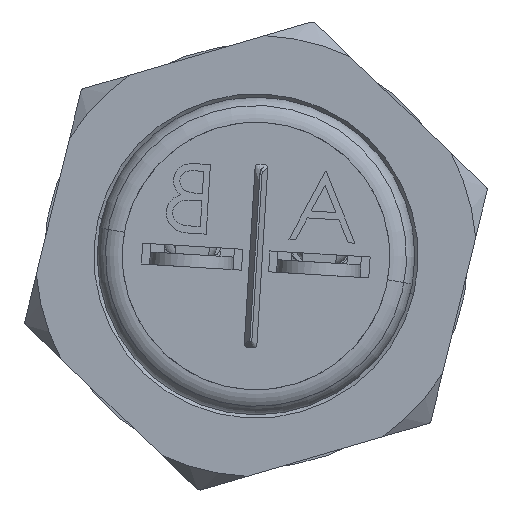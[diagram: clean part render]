
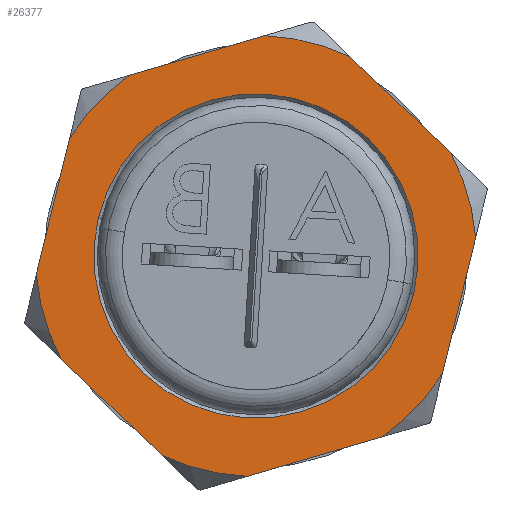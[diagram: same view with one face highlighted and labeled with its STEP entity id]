
A CAD part, front view. The second image highlights one B-rep face of the part: STEP entity #26377.
In plain terms, the highlighted face is planar.
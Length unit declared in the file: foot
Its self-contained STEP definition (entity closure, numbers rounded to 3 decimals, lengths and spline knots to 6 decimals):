
#209 = AXIS2_PLACEMENT_3D ( 'NONE', #23531, #5501, #26556 ) ;
#542 = VERTEX_POINT ( 'NONE', #22913 ) ;
#590 = AXIS2_PLACEMENT_3D ( 'NONE', #6582, #27617, #9573 ) ;
#912 = AXIS2_PLACEMENT_3D ( 'NONE', #9627, #30736, #12682 ) ;
#1566 = EDGE_CURVE ( 'NONE', #7715, #13600, #32455, .T. ) ;
#1999 = LINE ( 'NONE', #38928, #10027 ) ;
#2193 = CARTESIAN_POINT ( 'NONE',  ( 0., 0., 0.004167 ) ) ;
#2302 = DIRECTION ( 'NONE',  ( -1., 0., 0. ) ) ;
#2377 = DIRECTION ( 'NONE',  ( 1., 0., 0. ) ) ;
#3009 = ORIENTED_EDGE ( 'NONE', *, *, #30035, .T. ) ;
#3092 = LINE ( 'NONE', #8267, #34225 ) ;
#3545 = AXIS2_PLACEMENT_3D ( 'NONE', #38488, #20388, #2302 ) ;
#3734 = CARTESIAN_POINT ( 'NONE',  ( -0.004368, -0.021534, 0.004167 ) ) ;
#3943 = CARTESIAN_POINT ( 'NONE',  ( -0.020833, -0.012028, 0.004167 ) ) ;
#4146 = CARTESIAN_POINT ( 'NONE',  ( 0.020833, -0.012028, 0.004167 ) ) ;
#4265 = EDGE_LOOP ( 'NONE', ( #13976, #22343, #14435, #34440, #26016, #7376, #31071, #27364, #5444, #34547, #9131, #3009 ) ) ;
#4400 = EDGE_CURVE ( 'NONE', #17570, #33256, #21220, .T. ) ;
#5172 = EDGE_CURVE ( 'NONE', #37508, #22242, #27291, .T. ) ;
#5286 = DIRECTION ( 'NONE',  ( -1., 0., 0. ) ) ;
#5444 = ORIENTED_EDGE ( 'NONE', *, *, #34593, .F. ) ;
#5501 = DIRECTION ( 'NONE',  ( 0., 0., -1. ) ) ;
#5691 = DIRECTION ( 'NONE',  ( -0.866, -0.5, 0. ) ) ;
#6574 = ORIENTED_EDGE ( 'NONE', *, *, #24689, .T. ) ;
#6582 = CARTESIAN_POINT ( 'NONE',  ( 0., 0., 0.004167 ) ) ;
#7188 = LINE ( 'NONE', #4146, #8103 ) ;
#7376 = ORIENTED_EDGE ( 'NONE', *, *, #27808, .T. ) ;
#7527 = CARTESIAN_POINT ( 'NONE',  ( 0., 0., 0.004167 ) ) ;
#7635 = DIRECTION ( 'NONE',  ( 1., 0., 0. ) ) ;
#7715 = VERTEX_POINT ( 'NONE', #36908 ) ;
#7812 = CIRCLE ( 'NONE', #38582, 0.021973 ) ;
#8103 = VECTOR ( 'NONE', #31162, 3.28084 ) ;
#8267 = CARTESIAN_POINT ( 'NONE',  ( 0.020833, 0.012028, 0.004167 ) ) ;
#8755 = VECTOR ( 'NONE', #22153, 3.28084 ) ;
#8759 = EDGE_CURVE ( 'NONE', #17570, #33288, #23462, .T. ) ;
#8941 = DIRECTION ( 'NONE',  ( 0.866, 0.5, 0. ) ) ;
#9131 = ORIENTED_EDGE ( 'NONE', *, *, #1566, .F. ) ;
#9562 = EDGE_CURVE ( 'NONE', #34319, #32887, #18709, .T. ) ;
#9573 = DIRECTION ( 'NONE',  ( 1., 0., 0. ) ) ;
#9627 = CARTESIAN_POINT ( 'NONE',  ( 0., 0., 0.004167 ) ) ;
#10027 = VECTOR ( 'NONE', #5691, 3.28084 ) ;
#10505 = DIRECTION ( 'NONE',  ( -1., 0., 0. ) ) ;
#11293 = DIRECTION ( 'NONE',  ( -0.866, 0.5, 0. ) ) ;
#12473 = EDGE_LOOP ( 'NONE', ( #26604, #6574 ) ) ;
#12682 = DIRECTION ( 'NONE',  ( -1., 0., 0. ) ) ;
#13600 = VERTEX_POINT ( 'NONE', #3734 ) ;
#13782 = AXIS2_PLACEMENT_3D ( 'NONE', #38566, #20469, #2377 ) ;
#13814 = AXIS2_PLACEMENT_3D ( 'NONE', #7527, #28571, #10505 ) ;
#13976 = ORIENTED_EDGE ( 'NONE', *, *, #17332, .F. ) ;
#14435 = ORIENTED_EDGE ( 'NONE', *, *, #9562, .F. ) ;
#14868 = VERTEX_POINT ( 'NONE', #26055 ) ;
#15146 = VECTOR ( 'NONE', #8941, 3.28084 ) ;
#15182 = DIRECTION ( 'NONE',  ( 0., 0., -1. ) ) ;
#15640 = CARTESIAN_POINT ( 'NONE',  ( -0.020833, 0.012028, 0.004167 ) ) ;
#16808 = LINE ( 'NONE', #3943, #8755 ) ;
#17332 = EDGE_CURVE ( 'NONE', #27716, #35259, #19409, .T. ) ;
#17570 = VERTEX_POINT ( 'NONE', #30259 ) ;
#17902 = CIRCLE ( 'NONE', #13782, 0.016167 ) ;
#18709 = CIRCLE ( 'NONE', #37448, 0.021973 ) ;
#19409 = CIRCLE ( 'NONE', #3545, 0.021973 ) ;
#19618 = CARTESIAN_POINT ( 'NONE',  ( 0., 0.024056, 0.004167 ) ) ;
#20307 = CARTESIAN_POINT ( 'NONE',  ( 0.020833, -0.006984, 0.004167 ) ) ;
#20388 = DIRECTION ( 'NONE',  ( 0., 0., -1. ) ) ;
#20469 = DIRECTION ( 'NONE',  ( 0., 0., -1. ) ) ;
#20944 = CARTESIAN_POINT ( 'NONE',  ( 0., -0.024056, 0.004167 ) ) ;
#20987 = EDGE_CURVE ( 'NONE', #14868, #13600, #16808, .T. ) ;
#21220 = CIRCLE ( 'NONE', #209, 0.021973 ) ;
#21250 = EDGE_CURVE ( 'NONE', #34319, #22242, #3092, .T. ) ;
#21574 = CARTESIAN_POINT ( 'NONE',  ( 0.016465, -0.01455, 0.004167 ) ) ;
#21723 = CARTESIAN_POINT ( 'NONE',  ( 0.016167, 0., 0.004167 ) ) ;
#22153 = DIRECTION ( 'NONE',  ( 0.866, -0.5, 0. ) ) ;
#22242 = VERTEX_POINT ( 'NONE', #38407 ) ;
#22343 = ORIENTED_EDGE ( 'NONE', *, *, #37093, .T. ) ;
#22913 = CARTESIAN_POINT ( 'NONE',  ( -0.016167, 0., 0.004167 ) ) ;
#23132 = CARTESIAN_POINT ( 'NONE',  ( -0.016465, 0.01455, 0.004167 ) ) ;
#23138 = LINE ( 'NONE', #20944, #15146 ) ;
#23316 = DIRECTION ( 'NONE',  ( 0., 0., -1. ) ) ;
#23462 = LINE ( 'NONE', #15640, #24401 ) ;
#23531 = CARTESIAN_POINT ( 'NONE',  ( 0., 0., 0.004167 ) ) ;
#24401 = VECTOR ( 'NONE', #24832, 3.28084 ) ;
#24689 = EDGE_CURVE ( 'NONE', #542, #24732, #37705, .T. ) ;
#24732 = VERTEX_POINT ( 'NONE', #21723 ) ;
#24832 = DIRECTION ( 'NONE',  ( 0., -1., 0. ) ) ;
#25662 = DIRECTION ( 'NONE',  ( 0., 0., 1. ) ) ;
#26016 = ORIENTED_EDGE ( 'NONE', *, *, #5172, .F. ) ;
#26055 = CARTESIAN_POINT ( 'NONE',  ( -0.016465, -0.01455, 0.004167 ) ) ;
#26377 = ADVANCED_FACE ( 'NONE', ( #37556, #28525 ), #31216, .T. ) ;
#26556 = DIRECTION ( 'NONE',  ( -1., 0., 0. ) ) ;
#26604 = ORIENTED_EDGE ( 'NONE', *, *, #31534, .T. ) ;
#27291 = CIRCLE ( 'NONE', #912, 0.021973 ) ;
#27364 = ORIENTED_EDGE ( 'NONE', *, *, #8759, .T. ) ;
#27489 = AXIS2_PLACEMENT_3D ( 'NONE', #19618, #25662, #7635 ) ;
#27617 = DIRECTION ( 'NONE',  ( 0., 0., -1. ) ) ;
#27716 = VERTEX_POINT ( 'NONE', #20307 ) ;
#27808 = EDGE_CURVE ( 'NONE', #37508, #33256, #1999, .T. ) ;
#28525 = FACE_OUTER_BOUND ( 'NONE', #4265, .T. ) ;
#28571 = DIRECTION ( 'NONE',  ( 0., 0., -1. ) ) ;
#30035 = EDGE_CURVE ( 'NONE', #7715, #35259, #23138, .T. ) ;
#30259 = CARTESIAN_POINT ( 'NONE',  ( -0.020833, 0.006984, 0.004167 ) ) ;
#30736 = DIRECTION ( 'NONE',  ( 0., 0., -1. ) ) ;
#31071 = ORIENTED_EDGE ( 'NONE', *, *, #4400, .F. ) ;
#31162 = DIRECTION ( 'NONE',  ( 0., 1., 0. ) ) ;
#31216 = PLANE ( 'NONE',  #27489 ) ;
#31534 = EDGE_CURVE ( 'NONE', #24732, #542, #17902, .T. ) ;
#31940 = CARTESIAN_POINT ( 'NONE',  ( 0.016465, 0.01455, 0.004167 ) ) ;
#32455 = CIRCLE ( 'NONE', #13814, 0.021973 ) ;
#32887 = VERTEX_POINT ( 'NONE', #32943 ) ;
#32943 = CARTESIAN_POINT ( 'NONE',  ( 0.020833, 0.006984, 0.004167 ) ) ;
#33235 = CARTESIAN_POINT ( 'NONE',  ( 0., 0., 0.004167 ) ) ;
#33256 = VERTEX_POINT ( 'NONE', #23132 ) ;
#33288 = VERTEX_POINT ( 'NONE', #35536 ) ;
#34225 = VECTOR ( 'NONE', #11293, 3.28084 ) ;
#34319 = VERTEX_POINT ( 'NONE', #31940 ) ;
#34440 = ORIENTED_EDGE ( 'NONE', *, *, #21250, .T. ) ;
#34547 = ORIENTED_EDGE ( 'NONE', *, *, #20987, .T. ) ;
#34593 = EDGE_CURVE ( 'NONE', #14868, #33288, #7812, .T. ) ;
#35259 = VERTEX_POINT ( 'NONE', #21574 ) ;
#35536 = CARTESIAN_POINT ( 'NONE',  ( -0.020833, -0.006984, 0.004167 ) ) ;
#35970 = CARTESIAN_POINT ( 'NONE',  ( -0.004368, 0.021534, 0.004167 ) ) ;
#36279 = DIRECTION ( 'NONE',  ( -1., 0., 0. ) ) ;
#36908 = CARTESIAN_POINT ( 'NONE',  ( 0.004368, -0.021534, 0.004167 ) ) ;
#37093 = EDGE_CURVE ( 'NONE', #27716, #32887, #7188, .T. ) ;
#37448 = AXIS2_PLACEMENT_3D ( 'NONE', #2193, #23316, #5286 ) ;
#37508 = VERTEX_POINT ( 'NONE', #35970 ) ;
#37556 = FACE_BOUND ( 'NONE', #12473, .T. ) ;
#37705 = CIRCLE ( 'NONE', #590, 0.016167 ) ;
#38407 = CARTESIAN_POINT ( 'NONE',  ( 0.004368, 0.021534, 0.004167 ) ) ;
#38488 = CARTESIAN_POINT ( 'NONE',  ( 0., 0., 0.004167 ) ) ;
#38566 = CARTESIAN_POINT ( 'NONE',  ( 0., 0., 0.004167 ) ) ;
#38582 = AXIS2_PLACEMENT_3D ( 'NONE', #33235, #15182, #36279 ) ;
#38928 = CARTESIAN_POINT ( 'NONE',  ( 0., 0.024056, 0.004167 ) ) ;
